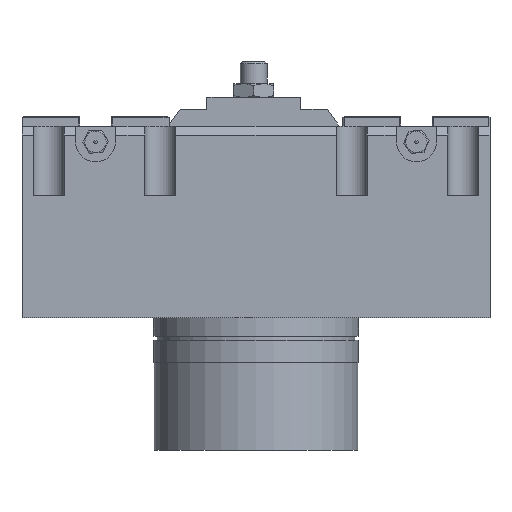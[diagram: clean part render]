
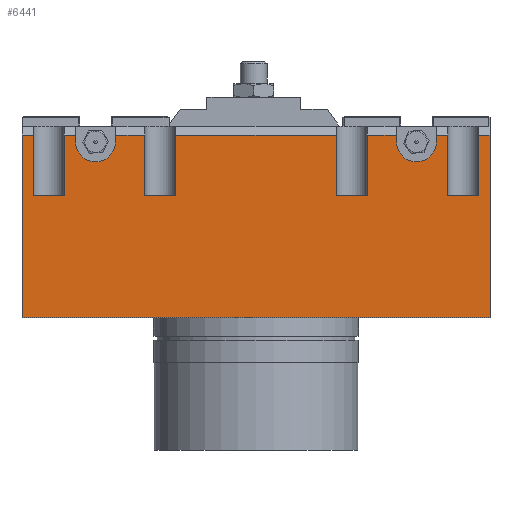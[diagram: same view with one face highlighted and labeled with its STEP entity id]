
A CAD part, front view. The second image highlights one B-rep face of the part: STEP entity #6441.
In plain terms, the highlighted planar face has unit normal (0, -1, 0).
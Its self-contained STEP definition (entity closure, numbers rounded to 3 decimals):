
#294=PLANE('',#7090);
#649=FACE_OUTER_BOUND('',#1011,.T.);
#1011=EDGE_LOOP('',(#4997,#4998,#4999,#5000,#5001,#5002,#5003,#5004,#5005,
#5006,#5007,#5008,#5009,#5010,#5011,#5012,#5013,#5014,#5015,#5016,#5017,
#5018,#5019,#5020,#5021,#5022,#5023,#5024));
#1366=LINE('',#9747,#1950);
#1371=LINE('',#9758,#1955);
#1375=LINE('',#9768,#1959);
#1379=LINE('',#9777,#1963);
#1383=LINE('',#9788,#1967);
#1408=LINE('',#9852,#1992);
#1409=LINE('',#9855,#1993);
#1487=LINE('',#10128,#2071);
#1490=LINE('',#10136,#2074);
#1494=LINE('',#10142,#2078);
#1495=LINE('',#10146,#2079);
#1498=LINE('',#10154,#2082);
#1501=LINE('',#10159,#2085);
#1504=LINE('',#10166,#2088);
#1507=LINE('',#10173,#2091);
#1510=LINE('',#10179,#2094);
#1512=LINE('',#10184,#2096);
#1515=LINE('',#10191,#2099);
#1518=LINE('',#10197,#2102);
#1520=LINE('',#10200,#2104);
#1521=LINE('',#10202,#2105);
#1522=LINE('',#10204,#2106);
#1523=LINE('',#10206,#2107);
#1524=LINE('',#10208,#2108);
#1525=LINE('',#10209,#2109);
#1526=LINE('',#10210,#2110);
#1950=VECTOR('',#7815,10.);
#1955=VECTOR('',#7826,10.);
#1959=VECTOR('',#7832,10.);
#1963=VECTOR('',#7838,10.);
#1967=VECTOR('',#7852,10.);
#1992=VECTOR('',#7897,10.);
#1993=VECTOR('',#7900,10.);
#2071=VECTOR('',#8160,10.);
#2074=VECTOR('',#8167,10.);
#2078=VECTOR('',#8175,10.);
#2079=VECTOR('',#8178,10.);
#2082=VECTOR('',#8185,10.);
#2085=VECTOR('',#8190,10.);
#2088=VECTOR('',#8197,10.);
#2091=VECTOR('',#8204,10.);
#2094=VECTOR('',#8211,10.);
#2096=VECTOR('',#8215,10.);
#2099=VECTOR('',#8222,10.);
#2102=VECTOR('',#8229,10.);
#2104=VECTOR('',#8233,10.);
#2105=VECTOR('',#8234,10.);
#2106=VECTOR('',#8235,10.);
#2107=VECTOR('',#8236,10.);
#2108=VECTOR('',#8237,10.);
#2109=VECTOR('',#8238,10.);
#2110=VECTOR('',#8239,10.);
#2576=CIRCLE('',#6960,9.);
#2577=CIRCLE('',#6965,9.);
#2907=VERTEX_POINT('',#9744);
#2908=VERTEX_POINT('',#9746);
#2909=VERTEX_POINT('',#9750);
#2911=VERTEX_POINT('',#9756);
#2915=VERTEX_POINT('',#9765);
#2916=VERTEX_POINT('',#9767);
#2919=VERTEX_POINT('',#9774);
#2920=VERTEX_POINT('',#9776);
#2922=VERTEX_POINT('',#9787);
#2951=VERTEX_POINT('',#9850);
#2952=VERTEX_POINT('',#9854);
#3043=VERTEX_POINT('',#10126);
#3044=VERTEX_POINT('',#10127);
#3047=VERTEX_POINT('',#10135);
#3048=VERTEX_POINT('',#10144);
#3049=VERTEX_POINT('',#10145);
#3052=VERTEX_POINT('',#10153);
#3053=VERTEX_POINT('',#10158);
#3054=VERTEX_POINT('',#10164);
#3055=VERTEX_POINT('',#10165);
#3058=VERTEX_POINT('',#10178);
#3059=VERTEX_POINT('',#10182);
#3060=VERTEX_POINT('',#10183);
#3063=VERTEX_POINT('',#10196);
#3064=VERTEX_POINT('',#10201);
#3065=VERTEX_POINT('',#10203);
#3066=VERTEX_POINT('',#10205);
#3067=VERTEX_POINT('',#10207);
#3582=EDGE_CURVE('',#2908,#2907,#1366,.T.);
#3584=EDGE_CURVE('',#2907,#2909,#2576,.T.);
#3588=EDGE_CURVE('',#2909,#2911,#1371,.T.);
#3592=EDGE_CURVE('',#2916,#2915,#1375,.T.);
#3596=EDGE_CURVE('',#2920,#2919,#1379,.T.);
#3599=EDGE_CURVE('',#2915,#2920,#2577,.T.);
#3602=EDGE_CURVE('',#2908,#2922,#1383,.T.);
#3635=EDGE_CURVE('',#2951,#2919,#1408,.T.);
#3636=EDGE_CURVE('',#2916,#2952,#1409,.T.);
#3770=EDGE_CURVE('',#3043,#3044,#1487,.T.);
#3774=EDGE_CURVE('',#3044,#3047,#1490,.T.);
#3778=EDGE_CURVE('',#2951,#3043,#1494,.T.);
#3779=EDGE_CURVE('',#3048,#3049,#1495,.T.);
#3783=EDGE_CURVE('',#3049,#3052,#1498,.T.);
#3786=EDGE_CURVE('',#3053,#3048,#1501,.T.);
#3789=EDGE_CURVE('',#3054,#3055,#1504,.T.);
#3793=EDGE_CURVE('',#3055,#2922,#1507,.T.);
#3796=EDGE_CURVE('',#3058,#3054,#1510,.T.);
#3798=EDGE_CURVE('',#3059,#3060,#1512,.T.);
#3802=EDGE_CURVE('',#3060,#2952,#1515,.T.);
#3805=EDGE_CURVE('',#3063,#3059,#1518,.T.);
#3807=EDGE_CURVE('',#3053,#2911,#1520,.T.);
#3808=EDGE_CURVE('',#3064,#3052,#1521,.T.);
#3809=EDGE_CURVE('',#3064,#3065,#1522,.T.);
#3810=EDGE_CURVE('',#3066,#3065,#1523,.T.);
#3811=EDGE_CURVE('',#3066,#3067,#1524,.T.);
#3812=EDGE_CURVE('',#3063,#3067,#1525,.T.);
#3813=EDGE_CURVE('',#3058,#3047,#1526,.T.);
#4997=ORIENTED_EDGE('',*,*,#3588,.T.);
#4998=ORIENTED_EDGE('',*,*,#3807,.F.);
#4999=ORIENTED_EDGE('',*,*,#3786,.T.);
#5000=ORIENTED_EDGE('',*,*,#3779,.T.);
#5001=ORIENTED_EDGE('',*,*,#3783,.T.);
#5002=ORIENTED_EDGE('',*,*,#3808,.F.);
#5003=ORIENTED_EDGE('',*,*,#3809,.T.);
#5004=ORIENTED_EDGE('',*,*,#3810,.F.);
#5005=ORIENTED_EDGE('',*,*,#3811,.T.);
#5006=ORIENTED_EDGE('',*,*,#3812,.F.);
#5007=ORIENTED_EDGE('',*,*,#3805,.T.);
#5008=ORIENTED_EDGE('',*,*,#3798,.T.);
#5009=ORIENTED_EDGE('',*,*,#3802,.T.);
#5010=ORIENTED_EDGE('',*,*,#3636,.F.);
#5011=ORIENTED_EDGE('',*,*,#3592,.T.);
#5012=ORIENTED_EDGE('',*,*,#3599,.T.);
#5013=ORIENTED_EDGE('',*,*,#3596,.T.);
#5014=ORIENTED_EDGE('',*,*,#3635,.F.);
#5015=ORIENTED_EDGE('',*,*,#3778,.T.);
#5016=ORIENTED_EDGE('',*,*,#3770,.T.);
#5017=ORIENTED_EDGE('',*,*,#3774,.T.);
#5018=ORIENTED_EDGE('',*,*,#3813,.F.);
#5019=ORIENTED_EDGE('',*,*,#3796,.T.);
#5020=ORIENTED_EDGE('',*,*,#3789,.T.);
#5021=ORIENTED_EDGE('',*,*,#3793,.T.);
#5022=ORIENTED_EDGE('',*,*,#3602,.F.);
#5023=ORIENTED_EDGE('',*,*,#3582,.T.);
#5024=ORIENTED_EDGE('',*,*,#3584,.T.);
#6441=ADVANCED_FACE('',(#649),#294,.T.);
#6960=AXIS2_PLACEMENT_3D('',#9751,#7819,#7820);
#6965=AXIS2_PLACEMENT_3D('',#9782,#7843,#7844);
#7090=AXIS2_PLACEMENT_3D('',#10199,#8231,#8232);
#7815=DIRECTION('',(0.,0.,-1.));
#7819=DIRECTION('center_axis',(0.,1.,0.));
#7820=DIRECTION('ref_axis',(-1.,0.,0.));
#7826=DIRECTION('',(0.,0.,1.));
#7832=DIRECTION('',(0.,0.,-1.));
#7838=DIRECTION('',(0.,0.,1.));
#7843=DIRECTION('center_axis',(0.,1.,0.));
#7844=DIRECTION('ref_axis',(-1.,0.,0.));
#7852=DIRECTION('',(1.,0.,0.));
#7897=DIRECTION('',(1.,0.,0.));
#7900=DIRECTION('',(1.,0.,0.));
#8160=DIRECTION('',(-1.,0.,0.));
#8167=DIRECTION('',(0.,0.,1.));
#8175=DIRECTION('',(0.,0.,-1.));
#8178=DIRECTION('',(-1.,0.,0.));
#8185=DIRECTION('',(0.,0.,1.));
#8190=DIRECTION('',(0.,0.,-1.));
#8197=DIRECTION('',(-1.,0.,0.));
#8204=DIRECTION('',(0.,0.,1.));
#8211=DIRECTION('',(0.,0.,-1.));
#8215=DIRECTION('',(-1.,0.,0.));
#8222=DIRECTION('',(0.,0.,1.));
#8229=DIRECTION('',(0.,0.,-1.));
#8231=DIRECTION('center_axis',(0.,-1.,0.));
#8232=DIRECTION('ref_axis',(1.,0.,0.));
#8233=DIRECTION('',(1.,0.,0.));
#8234=DIRECTION('',(1.,0.,0.));
#8235=DIRECTION('',(0.,0.,-1.));
#8236=DIRECTION('',(-1.,0.,0.));
#8237=DIRECTION('',(0.,0.,1.));
#8238=DIRECTION('',(1.,0.,0.));
#8239=DIRECTION('',(1.,0.,0.));
#9744=CARTESIAN_POINT('',(-63.,-48.,36.));
#9746=CARTESIAN_POINT('',(-63.,-48.,39.));
#9747=CARTESIAN_POINT('',(-63.,-48.,24.505));
#9750=CARTESIAN_POINT('',(-81.,-48.,36.));
#9751=CARTESIAN_POINT('Origin',(-72.,-48.,36.));
#9756=CARTESIAN_POINT('',(-81.,-48.,39.));
#9758=CARTESIAN_POINT('',(-81.,-48.,18.));
#9765=CARTESIAN_POINT('',(81.,-48.,36.));
#9767=CARTESIAN_POINT('',(81.,-48.,39.));
#9768=CARTESIAN_POINT('',(81.,-48.,24.505));
#9774=CARTESIAN_POINT('',(63.,-48.,39.));
#9776=CARTESIAN_POINT('',(63.,-48.,36.));
#9777=CARTESIAN_POINT('',(63.,-48.,18.));
#9782=CARTESIAN_POINT('Origin',(72.,-48.,36.));
#9787=CARTESIAN_POINT('',(-50.,-48.,39.));
#9788=CARTESIAN_POINT('',(-52.5,-48.,39.));
#9850=CARTESIAN_POINT('',(50.,-48.,39.));
#9852=CARTESIAN_POINT('',(-52.5,-48.,39.));
#9854=CARTESIAN_POINT('',(86.,-48.,39.));
#9855=CARTESIAN_POINT('',(-52.5,-48.,39.));
#10126=CARTESIAN_POINT('',(50.,-48.,12.));
#10127=CARTESIAN_POINT('',(36.,-48.,12.));
#10128=CARTESIAN_POINT('',(-31.,-48.,12.));
#10135=CARTESIAN_POINT('',(36.,-48.,39.));
#10136=CARTESIAN_POINT('',(36.,-48.,21.5));
#10142=CARTESIAN_POINT('',(50.,-48.,21.5));
#10144=CARTESIAN_POINT('',(-86.,-48.,12.));
#10145=CARTESIAN_POINT('',(-100.,-48.,12.));
#10146=CARTESIAN_POINT('',(-99.,-48.,12.));
#10153=CARTESIAN_POINT('',(-100.,-48.,39.));
#10154=CARTESIAN_POINT('',(-100.,-48.,21.5));
#10158=CARTESIAN_POINT('',(-86.,-48.,39.));
#10159=CARTESIAN_POINT('',(-86.,-48.,21.5));
#10164=CARTESIAN_POINT('',(-36.,-48.,12.));
#10165=CARTESIAN_POINT('',(-50.,-48.,12.));
#10166=CARTESIAN_POINT('',(-74.,-48.,12.));
#10173=CARTESIAN_POINT('',(-50.,-48.,21.5));
#10178=CARTESIAN_POINT('',(-36.,-48.,39.));
#10179=CARTESIAN_POINT('',(-36.,-48.,21.5));
#10182=CARTESIAN_POINT('',(100.,-48.,12.));
#10183=CARTESIAN_POINT('',(86.,-48.,12.));
#10184=CARTESIAN_POINT('',(-6.,-48.,12.));
#10191=CARTESIAN_POINT('',(86.,-48.,21.5));
#10196=CARTESIAN_POINT('',(100.,-48.,39.));
#10197=CARTESIAN_POINT('',(100.,-48.,21.5));
#10199=CARTESIAN_POINT('Origin',(-105.,-48.,0.));
#10200=CARTESIAN_POINT('',(-52.5,-48.,39.));
#10201=CARTESIAN_POINT('',(-105.,-48.,39.));
#10202=CARTESIAN_POINT('',(-52.5,-48.,39.));
#10203=CARTESIAN_POINT('',(-105.,-48.,-43.));
#10204=CARTESIAN_POINT('',(-105.,-48.,0.));
#10205=CARTESIAN_POINT('',(105.,-48.,-43.));
#10206=CARTESIAN_POINT('',(-105.,-48.,-43.));
#10207=CARTESIAN_POINT('',(105.,-48.,39.));
#10208=CARTESIAN_POINT('',(105.,-48.,0.));
#10209=CARTESIAN_POINT('',(-52.5,-48.,39.));
#10210=CARTESIAN_POINT('',(-52.5,-48.,39.));
